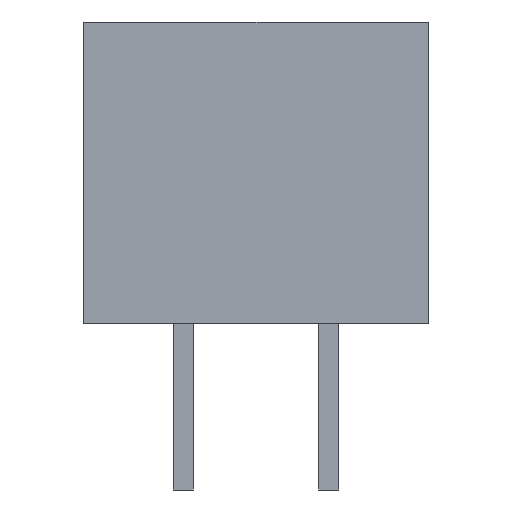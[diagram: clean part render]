
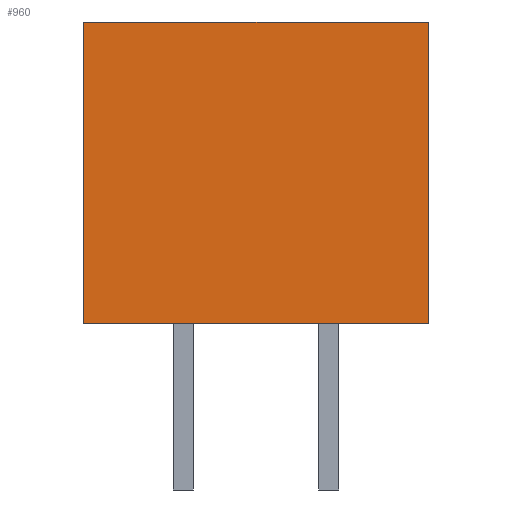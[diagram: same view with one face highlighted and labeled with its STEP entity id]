
A CAD part, left-side view. The second image highlights one B-rep face of the part: STEP entity #960.
In plain terms, the highlighted planar face has unit normal (-1, 0, 0).
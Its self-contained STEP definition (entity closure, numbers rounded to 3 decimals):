
#960=ADVANCED_FACE('',(#2204),#1582,.T.);
#1582=PLANE('',#10521);
#2204=FACE_OUTER_BOUND('',#2824,.T.);
#2824=EDGE_LOOP('',(#3457,#3458,#3459,#3460));
#3457=ORIENTED_EDGE('',*,*,#6783,.F.);
#3458=ORIENTED_EDGE('',*,*,#6784,.F.);
#3459=ORIENTED_EDGE('',*,*,#6785,.T.);
#3460=ORIENTED_EDGE('',*,*,#6786,.T.);
#5949=VERTEX_POINT('',#13657);
#5950=VERTEX_POINT('',#13658);
#5951=VERTEX_POINT('',#13660);
#5952=VERTEX_POINT('',#13662);
#6783=EDGE_CURVE('',#5949,#5950,#8031,.T.);
#6784=EDGE_CURVE('',#5951,#5949,#8032,.T.);
#6785=EDGE_CURVE('',#5951,#5952,#8033,.T.);
#6786=EDGE_CURVE('',#5952,#5950,#8034,.T.);
#8031=LINE('',#13656,#9279);
#8032=LINE('',#13659,#9280);
#8033=LINE('',#13661,#9281);
#8034=LINE('',#13663,#9282);
#9279=VECTOR('',#11158,1.);
#9280=VECTOR('',#11159,1.);
#9281=VECTOR('',#11160,1.);
#9282=VECTOR('',#11161,1.);
#10521=AXIS2_PLACEMENT_3D('',#13664,#11162,#11163);
#11158=DIRECTION('',(0.,0.,-1.));
#11159=DIRECTION('',(0.,-1.,0.));
#11160=DIRECTION('',(0.,0.,-1.));
#11161=DIRECTION('',(0.,-1.,0.));
#11162=DIRECTION('',(-1.,0.,0.));
#11163=DIRECTION('',(0.,0.,1.));
#13656=CARTESIAN_POINT('',(-24.24,-3.,5.25));
#13657=CARTESIAN_POINT('',(-24.24,-3.,5.25));
#13658=CARTESIAN_POINT('',(-24.24,-3.,0.));
#13659=CARTESIAN_POINT('',(-24.24,3.,5.25));
#13660=CARTESIAN_POINT('',(-24.24,3.,5.25));
#13661=CARTESIAN_POINT('',(-24.24,3.,5.25));
#13662=CARTESIAN_POINT('',(-24.24,3.,0.));
#13663=CARTESIAN_POINT('',(-24.24,3.,0.));
#13664=CARTESIAN_POINT('',(-24.24,3.,5.25));
